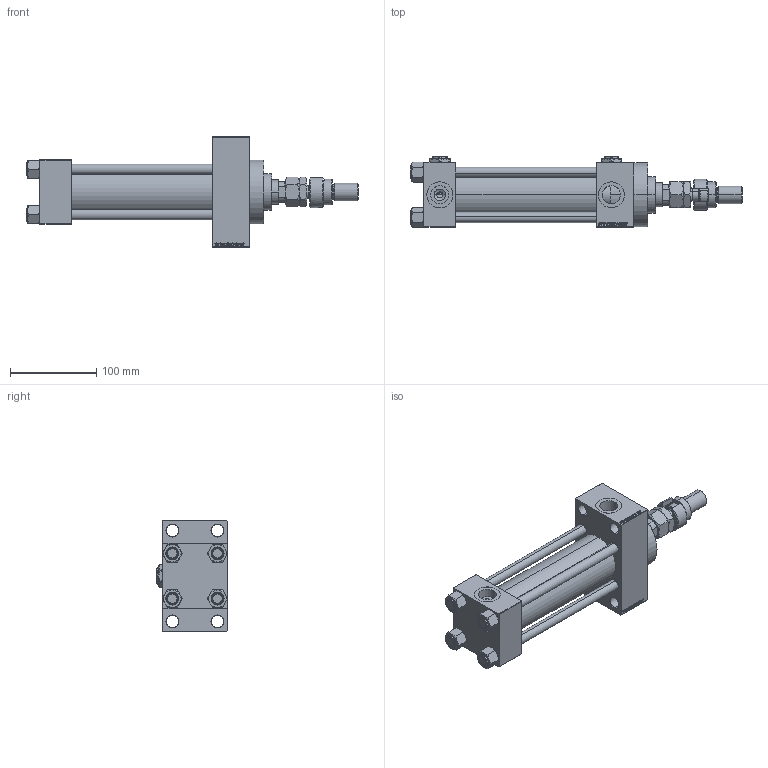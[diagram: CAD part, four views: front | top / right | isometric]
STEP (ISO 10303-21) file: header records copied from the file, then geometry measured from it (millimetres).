
FILE_DESCRIPTION (( 'STEP AP203' ), '1' );
FILE_NAME ('45b8.STEP', '2022-04-15T23:38:45', ( '' ), ( '' ), 'SwSTEP 2.0', 'SolidWorks 2019', '' );
FILE_SCHEMA (( 'CONFIG_CONTROL_DESIGN' ));
Length unit declared in the file: millimetre
Products named in the file (10): MFA e647d8dbed3ba950c4f48ac525eff9ac; DFA e647d8dbed3ba950c4f48ac525eff9ac; V215CR_D_Body e647d8dbed3ba950c4f48ac525eff9ac; V215_VC_A e647d8dbed3ba950c4f48ac525eff9ac; V215CR_VCP_D e647d8dbed3ba950c4f48ac525eff9ac; V215CR_D_TYCINKA e647d8dbed3ba950c4f48ac525eff9ac; Zatka_pro_OIL_PORT e647d8dbed3ba950c4f48ac525eff9ac; 45b8; NUT_M5_D e647d8dbed3ba950c4f48ac525eff9ac; FEMALE_PART_FOR_DFA e647d8dbed3ba950c4f48ac525eff9ac
Assembly tree (16 placements, depth 3):
  45b8
    V215CR_D_Body e647d8dbed3ba950c4f48ac525eff9ac
    V215CR_VCP_D e647d8dbed3ba950c4f48ac525eff9ac
    NUT_M5_D e647d8dbed3ba950c4f48ac525eff9ac  x4
    V215CR_D_TYCINKA e647d8dbed3ba950c4f48ac525eff9ac  x4
    V215_VC_A e647d8dbed3ba950c4f48ac525eff9ac
    DFA e647d8dbed3ba950c4f48ac525eff9ac
      FEMALE_PART_FOR_DFA e647d8dbed3ba950c4f48ac525eff9ac
      MFA e647d8dbed3ba950c4f48ac525eff9ac
    Zatka_pro_OIL_PORT e647d8dbed3ba950c4f48ac525eff9ac  x2
Bounding box: 384 x 82.27 x 128 mm (x, y, z)
Volume: 1015105.3 mm3; surface area: 248055.8 mm2
Topology: 15 solids, 15 shells, 1297 faces, 3184 edges, 2038 vertices
Faces by surface type: plane 575, bspline 368, cone 226, cylinder 116, torus 12
Entity records: 52340 total; most frequent: CARTESIAN_POINT 26502, ORIENTED_EDGE 5668, DIRECTION 3864, EDGE_CURVE 2834, VERTEX_POINT 1836, VECTOR 1616, LINE 1616, EDGE_LOOP 1278
